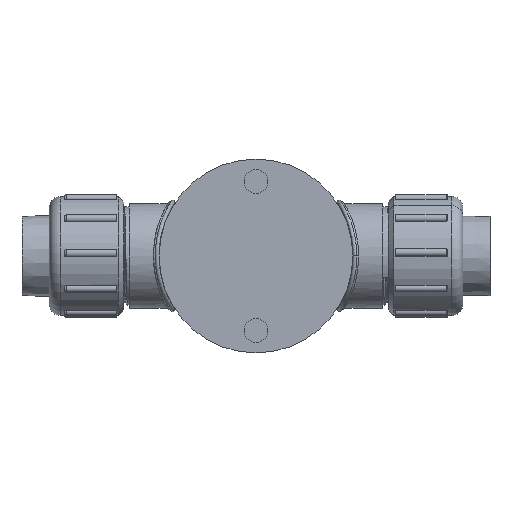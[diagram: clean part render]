
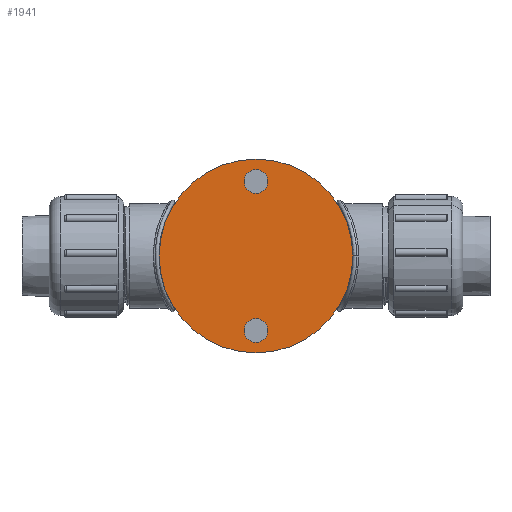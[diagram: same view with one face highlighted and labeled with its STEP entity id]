
A CAD part, front view. The second image highlights one B-rep face of the part: STEP entity #1941.
In plain terms, the highlighted planar face has unit normal (0, -1, 0).
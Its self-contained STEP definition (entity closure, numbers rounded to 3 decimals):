
#22 = EDGE_LOOP ( 'NONE', ( #5169 ) ) ;
#93 = AXIS2_PLACEMENT_3D ( 'NONE', #2023, #8314, #5465 ) ;
#587 = VERTEX_POINT ( 'NONE', #2742 ) ;
#840 = EDGE_CURVE ( 'NONE', #6630, #6630, #5667, .T. ) ;
#865 = ORIENTED_EDGE ( 'NONE', *, *, #3724, .F. ) ;
#906 = EDGE_LOOP ( 'NONE', ( #1800 ) ) ;
#1421 = DIRECTION ( 'NONE',  ( 0., 0., 1. ) ) ;
#1495 = FACE_BOUND ( 'NONE', #906, .T. ) ;
#1755 = CARTESIAN_POINT ( 'NONE',  ( 0., -23.249, -23.175 ) ) ;
#1800 = ORIENTED_EDGE ( 'NONE', *, *, #840, .F. ) ;
#1934 = VERTEX_POINT ( 'NONE', #4138 ) ;
#1941 = ADVANCED_FACE ( 'NONE', ( #7615, #1495, #5522 ), #8371, .F. ) ;
#2023 = CARTESIAN_POINT ( 'NONE',  ( 0., -23.249, -20. ) ) ;
#2131 = DIRECTION ( 'NONE',  ( 0., 0., 1. ) ) ;
#2742 = CARTESIAN_POINT ( 'NONE',  ( 0., -23.249, 16.825 ) ) ;
#2849 = CARTESIAN_POINT ( 'NONE',  ( 0., -23.249, 0. ) ) ;
#2939 = AXIS2_PLACEMENT_3D ( 'NONE', #3442, #7543, #1421 ) ;
#3442 = CARTESIAN_POINT ( 'NONE',  ( 0., -23.249, 0. ) ) ;
#3724 = EDGE_CURVE ( 'NONE', #587, #587, #7233, .T. ) ;
#3977 = AXIS2_PLACEMENT_3D ( 'NONE', #2849, #8240, #2131 ) ;
#4138 = CARTESIAN_POINT ( 'NONE',  ( 0., -23.249, 26. ) ) ;
#4263 = AXIS2_PLACEMENT_3D ( 'NONE', #5876, #4544, #5256 ) ;
#4544 = DIRECTION ( 'NONE',  ( 0., -1., 0. ) ) ;
#4691 = EDGE_LOOP ( 'NONE', ( #865 ) ) ;
#5169 = ORIENTED_EDGE ( 'NONE', *, *, #6051, .F. ) ;
#5256 = DIRECTION ( 'NONE',  ( 0., 0., -1. ) ) ;
#5465 = DIRECTION ( 'NONE',  ( 0., 0., -1. ) ) ;
#5522 = FACE_OUTER_BOUND ( 'NONE', #22, .T. ) ;
#5667 = CIRCLE ( 'NONE', #93, 3.175 ) ;
#5876 = CARTESIAN_POINT ( 'NONE',  ( 0., -23.249, 20. ) ) ;
#6051 = EDGE_CURVE ( 'NONE', #1934, #1934, #7061, .T. ) ;
#6630 = VERTEX_POINT ( 'NONE', #1755 ) ;
#7061 = CIRCLE ( 'NONE', #2939, 26. ) ;
#7233 = CIRCLE ( 'NONE', #4263, 3.175 ) ;
#7543 = DIRECTION ( 'NONE',  ( 0., 1., 0. ) ) ;
#7615 = FACE_BOUND ( 'NONE', #4691, .T. ) ;
#8240 = DIRECTION ( 'NONE',  ( 0., 1., 0. ) ) ;
#8314 = DIRECTION ( 'NONE',  ( 0., -1., 0. ) ) ;
#8371 = PLANE ( 'NONE',  #3977 ) ;
